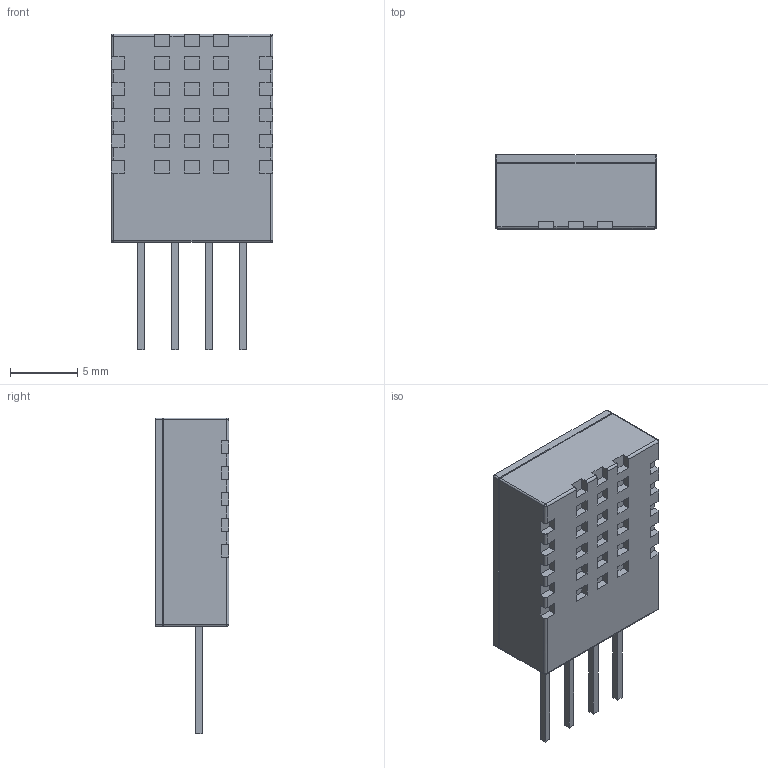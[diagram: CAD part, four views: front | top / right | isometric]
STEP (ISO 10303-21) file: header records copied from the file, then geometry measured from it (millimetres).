
FILE_DESCRIPTION(/* description */ ('Unknown'),/* implementation_level */ '2;1');
FILE_NAME(/* name */ '101020011',/* time_stamp */ '2023-11-29T09:17:53+02:00',/* author */ ('Unknown'),/* organization */ ('Unknown'),/* preprocessor_version */ 'ST-DEVELOPER v18.102',/* originating_system */ 'Solid Edge',/* authorisation */ 'Unknown');
FILE_SCHEMA (('AUTOMOTIVE_DESIGN {1 0 10303 214 3 1 1}'));
Length unit declared in the file: millimetre
Products named in the file (1): 101020011
Bounding box: 12 x 5.5 x 23.5 mm (x, y, z)
Volume: 1014.1 mm3; surface area: 794 mm2
Topology: 1 solids, 1 shells, 196 faces, 511 edges, 334 vertices
Faces by surface type: plane 163, cylinder 29, bspline 4
Entity records: 7330 total; most frequent: CARTESIAN_POINT 1094, ORIENTED_EDGE 1014, DIRECTION 951, EDGE_CURVE 507, LINE 449, VECTOR 449, VERTEX_POINT 334, AXIS2_PLACEMENT_3D 251
